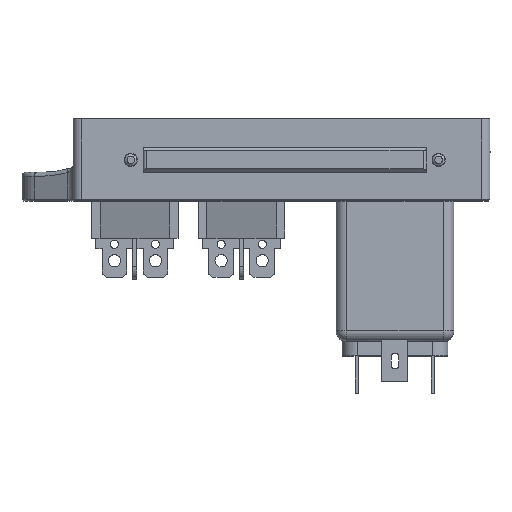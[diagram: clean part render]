
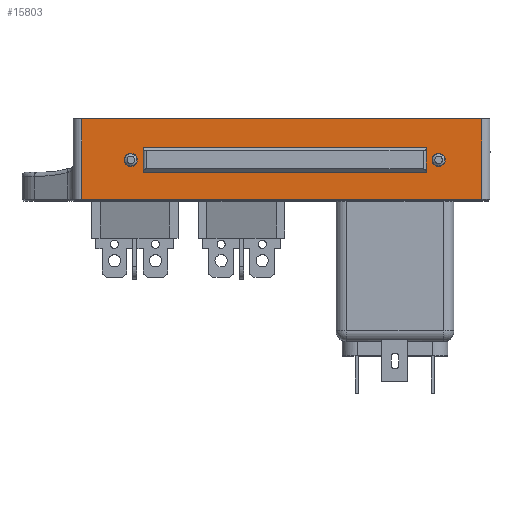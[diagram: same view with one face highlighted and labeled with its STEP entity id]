
A CAD part, top view. The second image highlights one B-rep face of the part: STEP entity #15803.
In plain terms, the highlighted planar face has unit normal (0, 0, 1).
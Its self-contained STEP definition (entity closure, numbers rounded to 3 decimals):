
#2365=LINE('',#32896,#3366);
#2408=LINE('',#33013,#3409);
#2409=LINE('',#33016,#3410);
#2410=LINE('',#33017,#3411);
#2411=LINE('',#33024,#3412);
#2412=LINE('',#33026,#3413);
#2413=LINE('',#33028,#3414);
#2414=LINE('',#33029,#3415);
#3366=VECTOR('',#21055,10.);
#3409=VECTOR('',#21174,10.);
#3410=VECTOR('',#21177,10.);
#3411=VECTOR('',#21178,10.);
#3412=VECTOR('',#21183,10.);
#3413=VECTOR('',#21184,10.);
#3414=VECTOR('',#21185,10.);
#3415=VECTOR('',#21186,10.);
#3649=FACE_BOUND('',#5450,.T.);
#3650=FACE_BOUND('',#5451,.T.);
#3651=FACE_BOUND('',#5452,.T.);
#4461=FACE_OUTER_BOUND('',#5449,.T.);
#5449=EDGE_LOOP('',(#14174,#14175,#14176,#14177));
#5450=EDGE_LOOP('',(#14178));
#5451=EDGE_LOOP('',(#14179));
#5452=EDGE_LOOP('',(#14180,#14181,#14182,#14183));
#6068=CIRCLE('',#17417,1.6);
#6069=CIRCLE('',#17418,1.6);
#7501=VERTEX_POINT('',#32893);
#7502=VERTEX_POINT('',#32895);
#7538=VERTEX_POINT('',#33011);
#7539=VERTEX_POINT('',#33015);
#7540=VERTEX_POINT('',#33018);
#7541=VERTEX_POINT('',#33020);
#7542=VERTEX_POINT('',#33022);
#7543=VERTEX_POINT('',#33023);
#7544=VERTEX_POINT('',#33025);
#7545=VERTEX_POINT('',#33027);
#9723=EDGE_CURVE('',#7502,#7501,#2365,.T.);
#9782=EDGE_CURVE('',#7501,#7538,#2408,.T.);
#9783=EDGE_CURVE('',#7539,#7538,#2409,.T.);
#9784=EDGE_CURVE('',#7539,#7502,#2410,.T.);
#9785=EDGE_CURVE('',#7540,#7540,#6068,.T.);
#9786=EDGE_CURVE('',#7541,#7541,#6069,.T.);
#9787=EDGE_CURVE('',#7542,#7543,#2411,.T.);
#9788=EDGE_CURVE('',#7544,#7542,#2412,.T.);
#9789=EDGE_CURVE('',#7545,#7544,#2413,.T.);
#9790=EDGE_CURVE('',#7543,#7545,#2414,.T.);
#14174=ORIENTED_EDGE('',*,*,#9723,.T.);
#14175=ORIENTED_EDGE('',*,*,#9782,.T.);
#14176=ORIENTED_EDGE('',*,*,#9783,.F.);
#14177=ORIENTED_EDGE('',*,*,#9784,.T.);
#14178=ORIENTED_EDGE('',*,*,#9785,.F.);
#14179=ORIENTED_EDGE('',*,*,#9786,.F.);
#14180=ORIENTED_EDGE('',*,*,#9787,.F.);
#14181=ORIENTED_EDGE('',*,*,#9788,.F.);
#14182=ORIENTED_EDGE('',*,*,#9789,.F.);
#14183=ORIENTED_EDGE('',*,*,#9790,.F.);
#14956=PLANE('',#17416);
#15803=ADVANCED_FACE('',(#4461,#3649,#3650,#3651),#14956,.F.);
#17416=AXIS2_PLACEMENT_3D('',#33014,#21175,#21176);
#17417=AXIS2_PLACEMENT_3D('',#33019,#21179,#21180);
#17418=AXIS2_PLACEMENT_3D('',#33021,#21181,#21182);
#21055=DIRECTION('',(1.,0.,0.));
#21174=DIRECTION('',(0.,1.,0.));
#21175=DIRECTION('center_axis',(0.,0.,
-1.));
#21176=DIRECTION('ref_axis',(1.,0.,0.));
#21177=DIRECTION('',(1.,0.,0.));
#21178=DIRECTION('',(0.,-1.,0.));
#21179=DIRECTION('center_axis',(0.,0.,
1.));
#21180=DIRECTION('ref_axis',(-1.,0.,0.));
#21181=DIRECTION('center_axis',(0.,0.,
1.));
#21182=DIRECTION('ref_axis',(-1.,0.,0.));
#21183=DIRECTION('',(0.,-1.,0.));
#21184=DIRECTION('',(-1.,0.,0.));
#21185=DIRECTION('',(0.,1.,0.));
#21186=DIRECTION('',(1.,0.,0.));
#32893=CARTESIAN_POINT('',(-47.774,549.972,118.684));
#32895=CARTESIAN_POINT('',(-145.274,549.972,118.684));
#32896=CARTESIAN_POINT('',(-91.874,549.972,118.684));
#33011=CARTESIAN_POINT('',(-47.774,569.572,118.684));
#33013=CARTESIAN_POINT('',(-47.774,569.572,118.684));
#33014=CARTESIAN_POINT('Origin',(-97.474,569.572,118.684));
#33015=CARTESIAN_POINT('',(-145.274,569.572,118.684));
#33016=CARTESIAN_POINT('',(-115.299,569.572,118.684));
#33017=CARTESIAN_POINT('',(-145.274,559.572,118.684));
#33018=CARTESIAN_POINT('',(-131.674,559.572,118.684));
#33019=CARTESIAN_POINT('Origin',(-133.274,559.572,118.684));
#33020=CARTESIAN_POINT('',(-56.674,559.572,118.684));
#33021=CARTESIAN_POINT('Origin',(-58.274,559.572,118.684));
#33022=CARTESIAN_POINT('',(-130.274,562.572,118.684));
#33023=CARTESIAN_POINT('',(-130.274,556.572,118.684));
#33024=CARTESIAN_POINT('',(-130.274,563.072,118.684));
#33025=CARTESIAN_POINT('',(-61.274,562.572,118.684));
#33026=CARTESIAN_POINT('',(-113.874,562.572,118.684));
#33027=CARTESIAN_POINT('',(-61.274,556.572,118.684));
#33028=CARTESIAN_POINT('',(-61.274,566.072,118.684));
#33029=CARTESIAN_POINT('',(-79.374,556.572,118.684));
